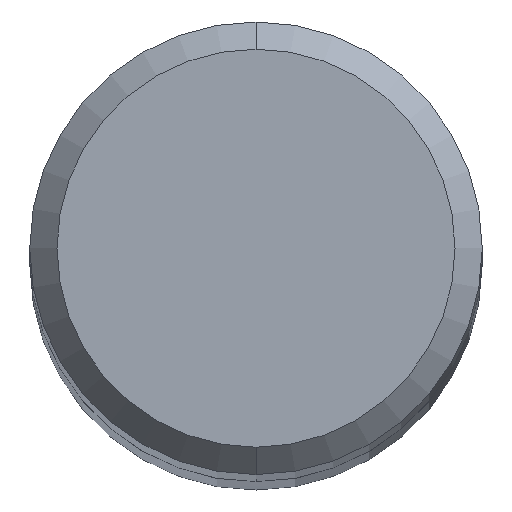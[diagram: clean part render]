
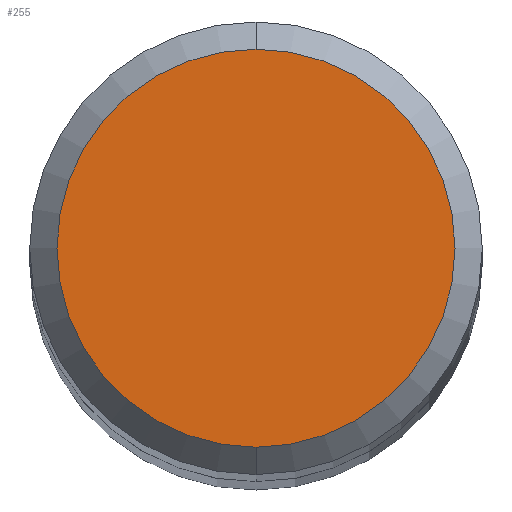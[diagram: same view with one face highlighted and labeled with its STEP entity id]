
A CAD part, top view. The second image highlights one B-rep face of the part: STEP entity #255.
In plain terms, the highlighted planar face has unit normal (0, 0, 1).
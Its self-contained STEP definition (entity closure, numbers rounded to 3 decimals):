
#233=EDGE_CURVE('',#345,#353,#518,.T.);
#255=ADVANCED_FACE('',(#541),#542,.T.);
#337=EDGE_CURVE('',#353,#345,#632,.T.);
#345=VERTEX_POINT('',#640);
#353=VERTEX_POINT('',#648);
#518=CIRCLE('',#911,3.65);
#541=FACE_OUTER_BOUND('',#943,.T.);
#542=PLANE('',#944);
#632=CIRCLE('',#1111,3.65);
#640=CARTESIAN_POINT('',(0.,-3.65,0.0));
#648=CARTESIAN_POINT('',(0.0,3.65,0.0));
#911=AXIS2_PLACEMENT_3D('',#1430,#1431,#1432);
#943=EDGE_LOOP('',(#1449,#1450));
#944=AXIS2_PLACEMENT_3D('',#1451,#1452,#1453);
#1111=AXIS2_PLACEMENT_3D('',#1565,#1566,#1567);
#1430=CARTESIAN_POINT('',(0.0,0.0,0.0));
#1431=DIRECTION('',(0.0,0.0,-1.0));
#1432=DIRECTION('',(0.0,1.0,0.0));
#1449=ORIENTED_EDGE('',*,*,#337,.F.);
#1450=ORIENTED_EDGE('',*,*,#233,.F.);
#1451=CARTESIAN_POINT('',(0.0,1.825,0.0));
#1452=DIRECTION('',(-0.0,0.0,1.0));
#1453=DIRECTION('',(0.0,-1.0,0.0));
#1565=CARTESIAN_POINT('',(0.0,0.0,0.0));
#1566=DIRECTION('',(0.0,0.0,-1.0));
#1567=DIRECTION('',(0.0,1.0,0.0));
